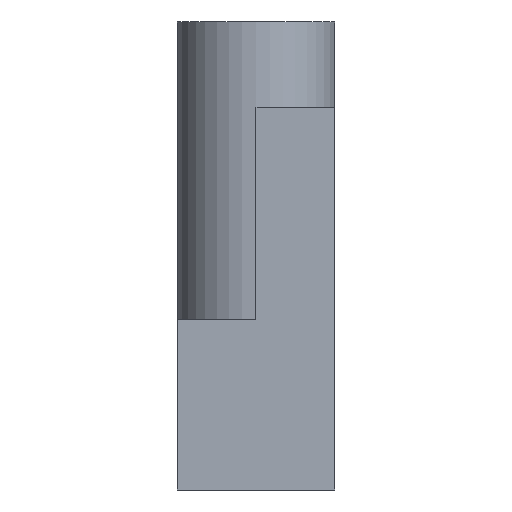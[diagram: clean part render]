
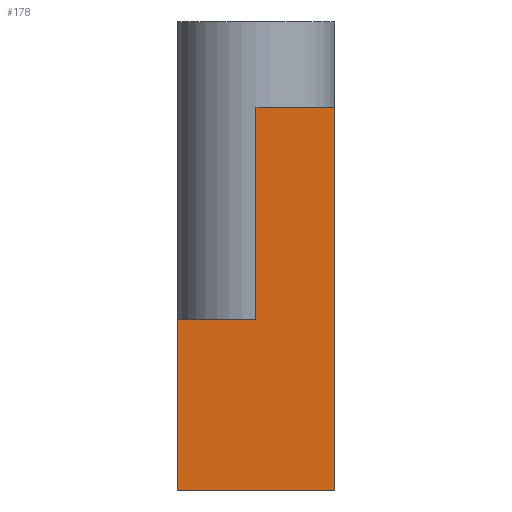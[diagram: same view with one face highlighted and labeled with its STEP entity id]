
A CAD part, left-side view. The second image highlights one B-rep face of the part: STEP entity #178.
In plain terms, the highlighted planar face has unit normal (-1, 0, 0).
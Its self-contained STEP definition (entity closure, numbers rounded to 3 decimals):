
#97=CARTESIAN_POINT('Line Origine',(0.,0.925,9.)) ;
#101=CARTESIAN_POINT('Vertex',(0.,1.85,9.)) ;
#103=CARTESIAN_POINT('Vertex',(0.,0.,9.)) ;
#124=CARTESIAN_POINT('Axis2P3D Location',(0.,3.7,0.)) ;
#129=CARTESIAN_POINT('Line Origine',(0.,1.85,6.5)) ;
#133=CARTESIAN_POINT('Vertex',(0.,1.85,4.)) ;
#136=CARTESIAN_POINT('Line Origine',(0.,2.775,4.)) ;
#140=CARTESIAN_POINT('Vertex',(0.,3.7,4.)) ;
#143=CARTESIAN_POINT('Line Origine',(0.,3.7,2.)) ;
#147=CARTESIAN_POINT('Vertex',(0.,3.7,0.)) ;
#150=CARTESIAN_POINT('Line Origine',(0.,1.85,0.)) ;
#154=CARTESIAN_POINT('Vertex',(0.,0.,0.)) ;
#157=CARTESIAN_POINT('Line Origine',(0.,0.,2.)) ;
#161=CARTESIAN_POINT('Vertex',(0.,0.,4.)) ;
#164=CARTESIAN_POINT('Line Origine',(0.,0.,6.5)) ;
#98=DIRECTION('Vector Direction',(0.,1.,0.)) ;
#125=DIRECTION('Axis2P3D Direction',(-1.,0.,0.)) ;
#126=DIRECTION('Axis2P3D XDirection',(0.,-1.,0.)) ;
#130=DIRECTION('Vector Direction',(0.,0.,1.)) ;
#137=DIRECTION('Vector Direction',(0.,-1.,0.)) ;
#144=DIRECTION('Vector Direction',(0.,0.,1.)) ;
#151=DIRECTION('Vector Direction',(0.,-1.,0.)) ;
#158=DIRECTION('Vector Direction',(0.,0.,1.)) ;
#165=DIRECTION('Vector Direction',(0.,0.,1.)) ;
#127=AXIS2_PLACEMENT_3D('Plane Axis2P3D',#124,#125,#126) ;
#170=ORIENTED_EDGE('',*,*,#135,.F.) ;
#171=ORIENTED_EDGE('',*,*,#142,.F.) ;
#172=ORIENTED_EDGE('',*,*,#149,.F.) ;
#173=ORIENTED_EDGE('',*,*,#156,.T.) ;
#174=ORIENTED_EDGE('',*,*,#163,.T.) ;
#175=ORIENTED_EDGE('',*,*,#168,.T.) ;
#176=ORIENTED_EDGE('',*,*,#105,.F.) ;
#99=VECTOR('Line Direction',#98,1.) ;
#131=VECTOR('Line Direction',#130,1.) ;
#138=VECTOR('Line Direction',#137,1.) ;
#145=VECTOR('Line Direction',#144,1.) ;
#152=VECTOR('Line Direction',#151,1.) ;
#159=VECTOR('Line Direction',#158,1.) ;
#166=VECTOR('Line Direction',#165,1.) ;
#178=ADVANCED_FACE('Corps principal',(#177),#128,.T.) ;
#105=EDGE_CURVE('',#102,#104,#100,.F.) ;
#135=EDGE_CURVE('',#134,#102,#132,.T.) ;
#142=EDGE_CURVE('',#141,#134,#139,.T.) ;
#149=EDGE_CURVE('',#148,#141,#146,.T.) ;
#156=EDGE_CURVE('',#148,#155,#153,.T.) ;
#163=EDGE_CURVE('',#155,#162,#160,.T.) ;
#168=EDGE_CURVE('',#162,#104,#167,.T.) ;
#169=EDGE_LOOP('',(#170,#171,#172,#173,#174,#175,#176)) ;
#177=FACE_OUTER_BOUND('',#169,.T.) ;
#100=LINE('Line',#97,#99) ;
#132=LINE('Line',#129,#131) ;
#139=LINE('Line',#136,#138) ;
#146=LINE('Line',#143,#145) ;
#153=LINE('Line',#150,#152) ;
#160=LINE('Line',#157,#159) ;
#167=LINE('Line',#164,#166) ;
#128=PLANE('Plane',#127) ;
#102=VERTEX_POINT('',#101) ;
#104=VERTEX_POINT('',#103) ;
#134=VERTEX_POINT('',#133) ;
#141=VERTEX_POINT('',#140) ;
#148=VERTEX_POINT('',#147) ;
#155=VERTEX_POINT('',#154) ;
#162=VERTEX_POINT('',#161) ;
